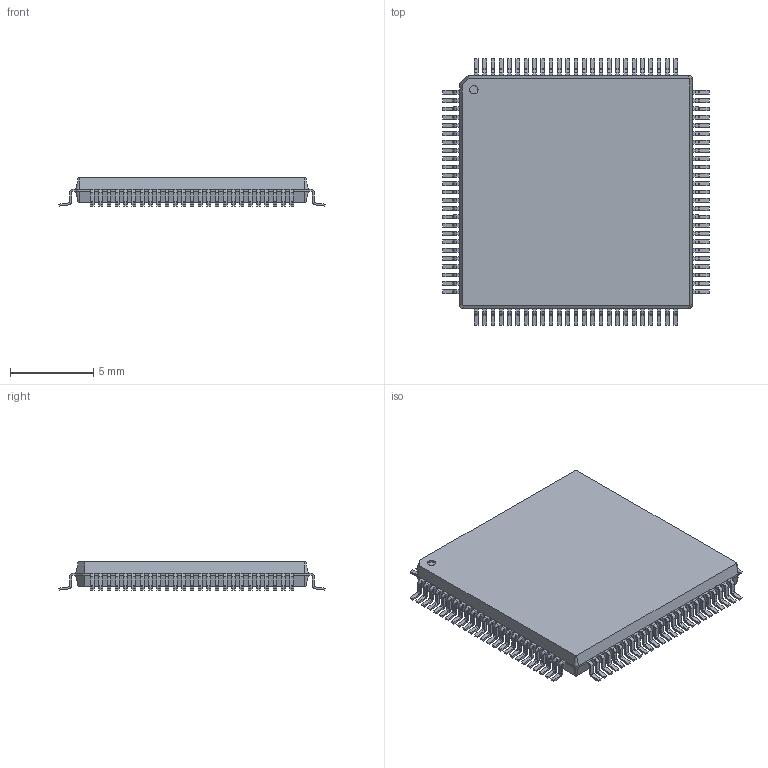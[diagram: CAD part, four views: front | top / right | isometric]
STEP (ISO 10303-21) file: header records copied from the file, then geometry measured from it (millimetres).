
FILE_DESCRIPTION((''),'2;1');
FILE_NAME('QFP50P1600X1600X170-100N.stp','2014-02-03T14:21:14',(''),(''),'Mechanical Desktop 2011','Mechanical Desktop 2011',', , ');
FILE_SCHEMA(('AUTOMOTIVE_DESIGN { 1 2 10303 214 1 1 1 1 }'));
Length unit declared in the file: millimetre
Products named in the file (1): Product
Bounding box: 16.03 x 16.03 x 1.7 mm (x, y, z)
Volume: 292.9 mm3; surface area: 585.3 mm2
Topology: 101 solids, 101 shells, 1429 faces, 3662 edges, 2436 vertices
Faces by surface type: bspline 700, plane 518, cylinder 205, cone 6
Entity records: 45716 total; most frequent: CARTESIAN_POINT 12428, ORIENTED_EDGE 7324, DIRECTION 5938, EDGE_CURVE 3662, VECTOR 2846, LINE 2846, VERTEX_POINT 2436, AXIS2_PLACEMENT_3D 1546
